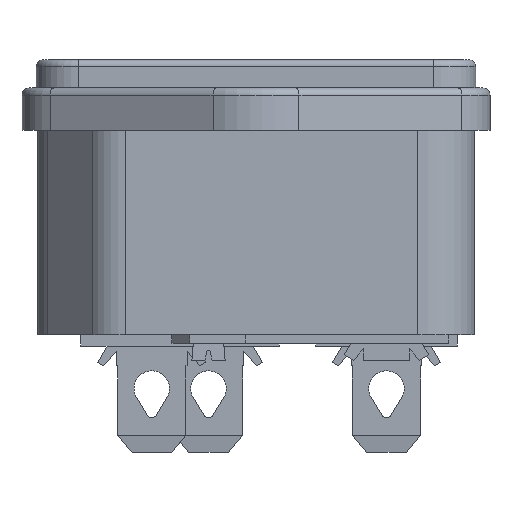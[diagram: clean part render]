
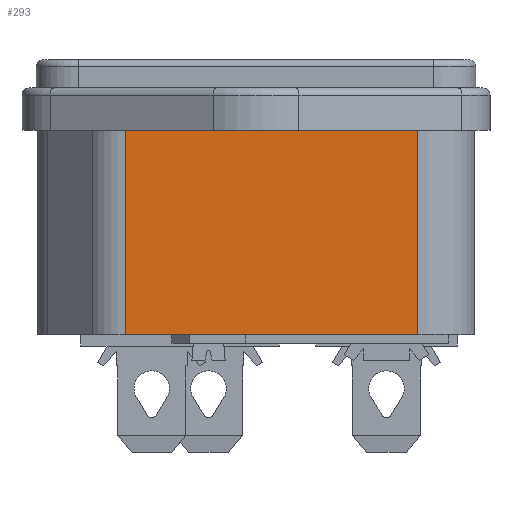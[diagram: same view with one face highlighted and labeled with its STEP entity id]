
A CAD part, left-side view. The second image highlights one B-rep face of the part: STEP entity #293.
In plain terms, the highlighted planar face has unit normal (-1, 0, 0).
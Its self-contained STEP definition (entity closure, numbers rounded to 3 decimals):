
#293=ADVANCED_FACE('',(#5017),#5019,.T.);
#5017=FACE_BOUND('',#5018,.T.);
#5018=EDGE_LOOP('',(#8730,#8731,#8732,#8733));
#5019=PLANE('',#5020);
#5020=AXIS2_PLACEMENT_3D('',#5021,#5022,#5023);
#5021=CARTESIAN_POINT('',(-13.6,9.22,-14.4));
#5022=DIRECTION('',(-1.,0.,0.));
#5023=DIRECTION('',(0.,-1.,0.));
#8730=ORIENTED_EDGE('',*,*,#11301,.F.);
#8731=ORIENTED_EDGE('',*,*,#11302,.F.);
#8732=ORIENTED_EDGE('',*,*,#11246,.T.);
#8733=ORIENTED_EDGE('',*,*,#11300,.T.);
#11246=EDGE_CURVE('',#12565,#12563,#12566,.T.);
#11300=EDGE_CURVE('',#12563,#12654,#12656,.T.);
#11301=EDGE_CURVE('',#12657,#12654,#12658,.F.);
#11302=EDGE_CURVE('',#12565,#12657,#12659,.T.);
#12563=VERTEX_POINT('',#14702);
#12565=VERTEX_POINT('',#14707);
#12566=LINE('',#14708,#14709);
#12654=VERTEX_POINT('',#14908);
#12656=LINE('',#14913,#14914);
#12657=VERTEX_POINT('',#14916);
#12658=LINE('',#14917,#14918);
#12659=LINE('',#14920,#14921);
#14702=CARTESIAN_POINT('',(-13.6,-11.4,-14.4));
#14707=CARTESIAN_POINT('',(-13.6,9.22,-14.4));
#14708=CARTESIAN_POINT('',(-13.6,9.22,-14.4));
#14709=VECTOR('',#14710,1.);
#14710=DIRECTION('',(0.,-1.,0.));
#14908=CARTESIAN_POINT('',(-13.6,-11.4,0.));
#14913=CARTESIAN_POINT('',(-13.6,-11.4,-14.4));
#14914=VECTOR('',#14915,1.);
#14915=DIRECTION('',(0.,0.,1.));
#14916=CARTESIAN_POINT('',(-13.6,9.22,0.));
#14917=CARTESIAN_POINT('',(-13.6,-11.4,0.));
#14918=VECTOR('',#14919,1.);
#14919=DIRECTION('',(0.,1.,0.));
#14920=CARTESIAN_POINT('',(-13.6,9.22,-14.4));
#14921=VECTOR('',#14922,1.);
#14922=DIRECTION('',(0.,0.,1.));
